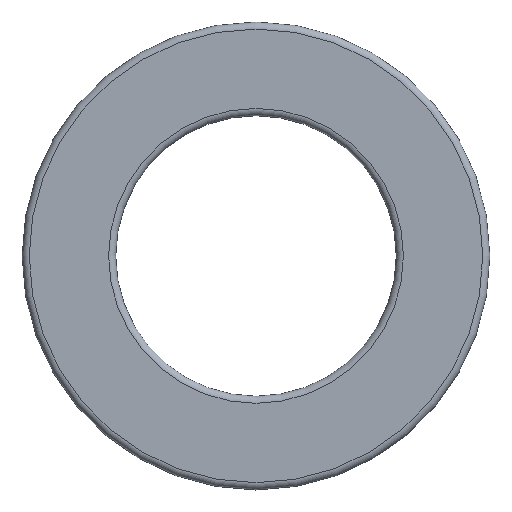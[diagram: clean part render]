
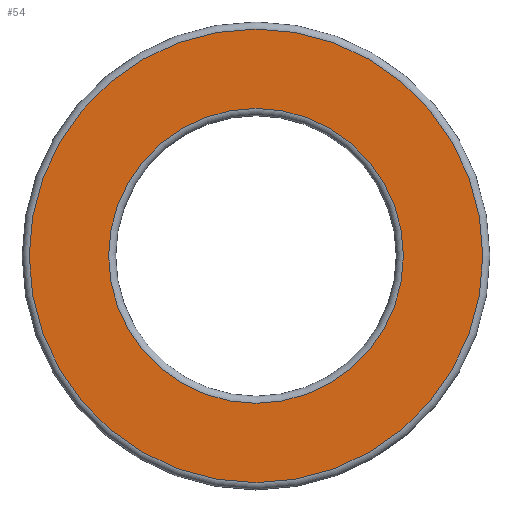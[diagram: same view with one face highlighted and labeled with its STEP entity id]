
A CAD part, top view. The second image highlights one B-rep face of the part: STEP entity #54.
In plain terms, the highlighted planar face has unit normal (0, 0, 1).
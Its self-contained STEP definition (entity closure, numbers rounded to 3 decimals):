
#54=ADVANCED_FACE('',(#70,#72),#74,.T.);
#70=FACE_BOUND('',#71,.T.);
#71=EDGE_LOOP('',(#135));
#72=FACE_BOUND('',#73,.T.);
#73=EDGE_LOOP('',(#136));
#74=PLANE('',#75);
#75=AXIS2_PLACEMENT_3D('',#76,#77,#78);
#76=CARTESIAN_POINT('',(0.,0.,11.1));
#77=DIRECTION('',(0.,0.,1.));
#78=DIRECTION('',(1.,0.,0.));
#135=ORIENTED_EDGE('',*,*,#151,.T.);
#136=ORIENTED_EDGE('',*,*,#152,.T.);
#151=EDGE_CURVE('',#161,#161,#162,.T.);
#152=EDGE_CURVE('',#163,#163,#164,.F.);
#161=VERTEX_POINT('',#183);
#162=CIRCLE('',#184,16.);
#163=VERTEX_POINT('',#188);
#164=CIRCLE('',#189,10.4);
#183=CARTESIAN_POINT('',(16.,0.,11.1));
#184=AXIS2_PLACEMENT_3D('',#185,#186,#187);
#185=CARTESIAN_POINT('',(0.,0.,11.1));
#186=DIRECTION('',(0.,0.,1.));
#187=DIRECTION('',(1.,0.,0.));
#188=CARTESIAN_POINT('',(10.4,0.,11.1));
#189=AXIS2_PLACEMENT_3D('',#190,#191,#192);
#190=CARTESIAN_POINT('',(0.,0.,11.1));
#191=DIRECTION('',(0.,0.,1.));
#192=DIRECTION('',(1.,0.,0.));
